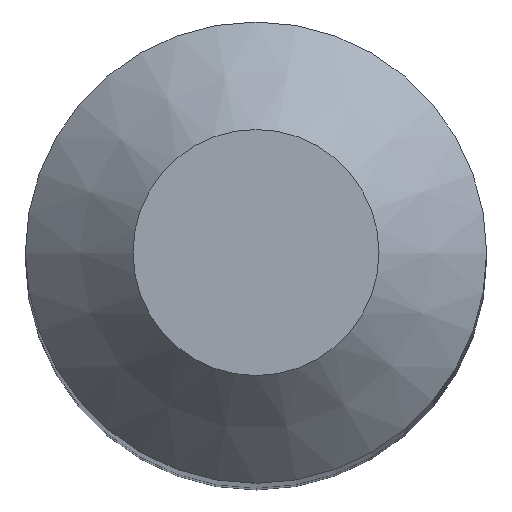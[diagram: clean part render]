
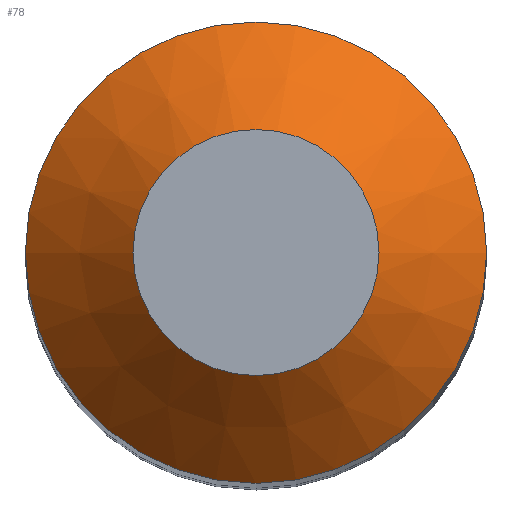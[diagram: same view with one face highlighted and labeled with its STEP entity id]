
A CAD part, top view. The second image highlights one B-rep face of the part: STEP entity #78.
In plain terms, the highlighted conical face has half-angle 45 degrees and reference radius 3 mm.
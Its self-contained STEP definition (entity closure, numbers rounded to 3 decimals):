
#56=CONICAL_SURFACE('',#197,3.,45.);
#78=ADVANCED_FACE('',(#92,#93),#56,.T.);
#92=FACE_BOUND('',#108,.T.);
#93=FACE_BOUND('',#109,.T.);
#108=EDGE_LOOP('',(#124));
#109=EDGE_LOOP('',(#125));
#124=ORIENTED_EDGE('',*,*,#142,.F.);
#125=ORIENTED_EDGE('',*,*,#141,.F.);
#133=VERTEX_POINT('',#270);
#134=VERTEX_POINT('',#273);
#141=EDGE_CURVE('',#133,#133,#149,.T.);
#142=EDGE_CURVE('',#134,#134,#150,.T.);
#149=CIRCLE('',#193,3.);
#150=CIRCLE('',#195,1.6);
#193=AXIS2_PLACEMENT_3D('',#269,#234,#235);
#195=AXIS2_PLACEMENT_3D('',#272,#238,#239);
#197=AXIS2_PLACEMENT_3D('',#275,#242,#243);
#234=DIRECTION('',(0.,0.,-1.));
#235=DIRECTION('',(-1.,0.,0.));
#238=DIRECTION('',(0.,0.,1.));
#239=DIRECTION('',(-1.,0.,0.));
#242=DIRECTION('',(0.,0.,-1.));
#243=DIRECTION('',(-1.,0.,0.));
#269=CARTESIAN_POINT('',(0.,0.,34.6));
#270=CARTESIAN_POINT('',(-3.,0.,34.6));
#272=CARTESIAN_POINT('',(0.,0.,36.));
#273=CARTESIAN_POINT('',(-1.6,0.,36.));
#275=CARTESIAN_POINT('',(0.,0.,34.6));
